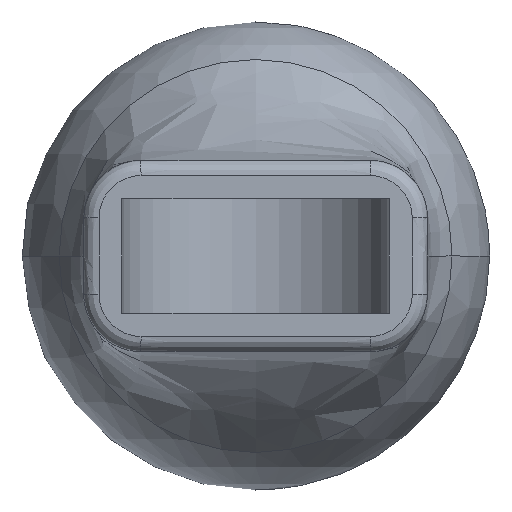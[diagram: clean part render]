
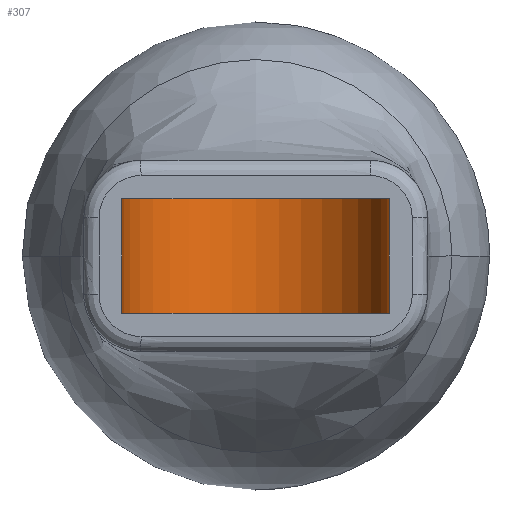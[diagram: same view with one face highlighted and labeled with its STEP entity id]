
A CAD part, front view. The second image highlights one B-rep face of the part: STEP entity #307.
In plain terms, the highlighted cylindrical face has radius 7 mm (diameter 14 mm), a partial arc.
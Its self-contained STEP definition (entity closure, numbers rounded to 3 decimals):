
#34 = ORIENTED_EDGE ( 'NONE', *, *, #39, .T. ) ;
#39 = EDGE_CURVE ( 'NONE', #2968, #730, #2029, .T. ) ;
#307 = ADVANCED_FACE ( 'NONE', ( #2339 ), #2176, .F. ) ;
#379 = VERTEX_POINT ( 'NONE', #1079 ) ;
#571 = CIRCLE ( 'NONE', #885, 7. ) ;
#703 = CARTESIAN_POINT ( 'NONE',  ( 7., 72., 3. ) ) ;
#730 = VERTEX_POINT ( 'NONE', #703 ) ;
#772 = DIRECTION ( 'NONE',  ( 1., 0., 0. ) ) ;
#776 = ORIENTED_EDGE ( 'NONE', *, *, #2945, .F. ) ;
#865 = VERTEX_POINT ( 'NONE', #3177 ) ;
#885 = AXIS2_PLACEMENT_3D ( 'NONE', #2422, #1592, #772 ) ;
#893 = CARTESIAN_POINT ( 'NONE',  ( -7., 72., -3. ) ) ;
#1079 = CARTESIAN_POINT ( 'NONE',  ( -7., 72., 3. ) ) ;
#1162 = CARTESIAN_POINT ( 'NONE',  ( 7., 72., -3. ) ) ;
#1197 = DIRECTION ( 'NONE',  ( 0., 0., 1. ) ) ;
#1236 = EDGE_LOOP ( 'NONE', ( #3300, #776, #2189, #34 ) ) ;
#1288 = CARTESIAN_POINT ( 'NONE',  ( 7., 72., -3. ) ) ;
#1369 = DIRECTION ( 'NONE',  ( 1., 0., 0. ) ) ;
#1501 = EDGE_CURVE ( 'NONE', #2968, #865, #1829, .T. ) ;
#1592 = DIRECTION ( 'NONE',  ( 0., 0., 1. ) ) ;
#1720 = DIRECTION ( 'NONE',  ( 0., 0., 1. ) ) ;
#1829 = CIRCLE ( 'NONE', #2246, 7. ) ;
#1872 = LINE ( 'NONE', #893, #2173 ) ;
#2029 = LINE ( 'NONE', #1288, #3506 ) ;
#2079 = CARTESIAN_POINT ( 'NONE',  ( 0., 72., -3. ) ) ;
#2173 = VECTOR ( 'NONE', #1720, 1000. ) ;
#2176 = CYLINDRICAL_SURFACE ( 'NONE', #3348, 7. ) ;
#2189 = ORIENTED_EDGE ( 'NONE', *, *, #1501, .F. ) ;
#2207 = CARTESIAN_POINT ( 'NONE',  ( 0., 72., -3. ) ) ;
#2246 = AXIS2_PLACEMENT_3D ( 'NONE', #2079, #1197, #3169 ) ;
#2339 = FACE_OUTER_BOUND ( 'NONE', #1236, .T. ) ;
#2422 = CARTESIAN_POINT ( 'NONE',  ( 0., 72., 3. ) ) ;
#2480 = DIRECTION ( 'NONE',  ( 0., 0., 1. ) ) ;
#2494 = EDGE_CURVE ( 'NONE', #730, #379, #571, .T. ) ;
#2941 = DIRECTION ( 'NONE',  ( 0., 0., 1. ) ) ;
#2945 = EDGE_CURVE ( 'NONE', #865, #379, #1872, .T. ) ;
#2968 = VERTEX_POINT ( 'NONE', #1162 ) ;
#3169 = DIRECTION ( 'NONE',  ( 1., 0., 0. ) ) ;
#3177 = CARTESIAN_POINT ( 'NONE',  ( -7., 72., -3. ) ) ;
#3300 = ORIENTED_EDGE ( 'NONE', *, *, #2494, .T. ) ;
#3348 = AXIS2_PLACEMENT_3D ( 'NONE', #2207, #2480, #1369 ) ;
#3506 = VECTOR ( 'NONE', #2941, 1000. ) ;
